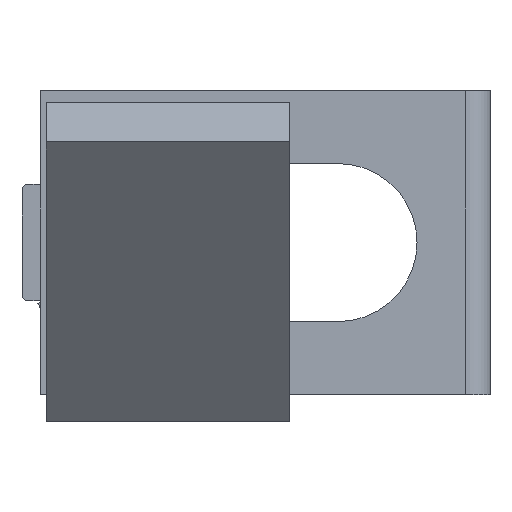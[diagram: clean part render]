
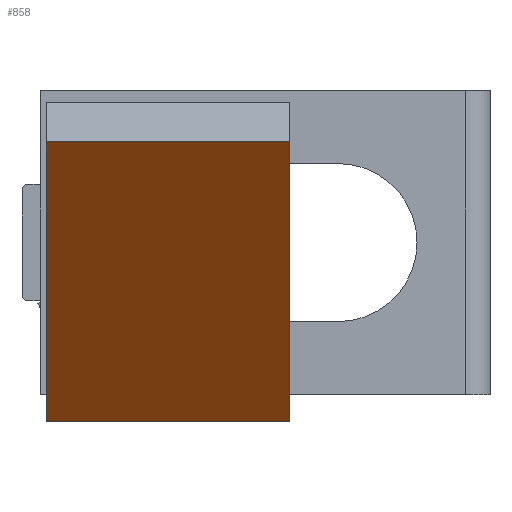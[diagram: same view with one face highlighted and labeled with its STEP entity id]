
A CAD part, left-side view. The second image highlights one B-rep face of the part: STEP entity #858.
In plain terms, the highlighted planar face has unit normal (-0.766, 0, -0.643).
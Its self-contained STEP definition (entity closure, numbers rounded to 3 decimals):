
#82 = EDGE_LOOP ( 'NONE', ( #96, #515, #2476, #1289 ) ) ;
#96 = ORIENTED_EDGE ( 'NONE', *, *, #2654, .T. ) ;
#106 = VECTOR ( 'NONE', #1810, 1000. ) ;
#110 = DIRECTION ( 'NONE',  ( 0., 1., 0. ) ) ;
#160 = PLANE ( 'NONE',  #644 ) ;
#277 = EDGE_CURVE ( 'NONE', #3991, #1524, #2688, .T. ) ;
#515 = ORIENTED_EDGE ( 'NONE', *, *, #277, .T. ) ;
#644 = AXIS2_PLACEMENT_3D ( 'NONE', #3664, #1474, #3941 ) ;
#801 = CARTESIAN_POINT ( 'NONE',  ( -52.663, 0.879, -12.158 ) ) ;
#858 = ADVANCED_FACE ( 'NONE', ( #3304 ), #160, .T. ) ;
#1125 = CARTESIAN_POINT ( 'NONE',  ( -52.663, 0.879, -12.158 ) ) ;
#1162 = EDGE_CURVE ( 'NONE', #3725, #1524, #1642, .T. ) ;
#1272 = CARTESIAN_POINT ( 'NONE',  ( -33.379, 20.879, -35.139 ) ) ;
#1289 = ORIENTED_EDGE ( 'NONE', *, *, #2896, .F. ) ;
#1474 = DIRECTION ( 'NONE',  ( -0.766, 0., -0.643 ) ) ;
#1524 = VERTEX_POINT ( 'NONE', #1272 ) ;
#1642 = LINE ( 'NONE', #2859, #2107 ) ;
#1706 = DIRECTION ( 'NONE',  ( 0.643, 0., -0.766 ) ) ;
#1727 = VECTOR ( 'NONE', #1787, 1000. ) ;
#1787 = DIRECTION ( 'NONE',  ( 0., 1., 0. ) ) ;
#1810 = DIRECTION ( 'NONE',  ( 0.643, 0., -0.766 ) ) ;
#1954 = LINE ( 'NONE', #3208, #3581 ) ;
#2107 = VECTOR ( 'NONE', #110, 1000. ) ;
#2303 = CARTESIAN_POINT ( 'NONE',  ( -52.663, 20.879, -12.158 ) ) ;
#2476 = ORIENTED_EDGE ( 'NONE', *, *, #1162, .F. ) ;
#2654 = EDGE_CURVE ( 'NONE', #3001, #3991, #3701, .T. ) ;
#2688 = LINE ( 'NONE', #3974, #106 ) ;
#2859 = CARTESIAN_POINT ( 'NONE',  ( -33.379, 0.879, -35.139 ) ) ;
#2896 = EDGE_CURVE ( 'NONE', #3001, #3725, #1954, .T. ) ;
#3001 = VERTEX_POINT ( 'NONE', #1125 ) ;
#3208 = CARTESIAN_POINT ( 'NONE',  ( -52.663, 0.879, -12.158 ) ) ;
#3304 = FACE_OUTER_BOUND ( 'NONE', #82, .T. ) ;
#3538 = CARTESIAN_POINT ( 'NONE',  ( -33.379, 0.879, -35.139 ) ) ;
#3581 = VECTOR ( 'NONE', #1706, 1000. ) ;
#3664 = CARTESIAN_POINT ( 'NONE',  ( -43.021, 10.879, -23.649 ) ) ;
#3701 = LINE ( 'NONE', #801, #1727 ) ;
#3725 = VERTEX_POINT ( 'NONE', #3538 ) ;
#3941 = DIRECTION ( 'NONE',  ( 0.643, 0., -0.766 ) ) ;
#3974 = CARTESIAN_POINT ( 'NONE',  ( -52.663, 20.879, -12.158 ) ) ;
#3991 = VERTEX_POINT ( 'NONE', #2303 ) ;
